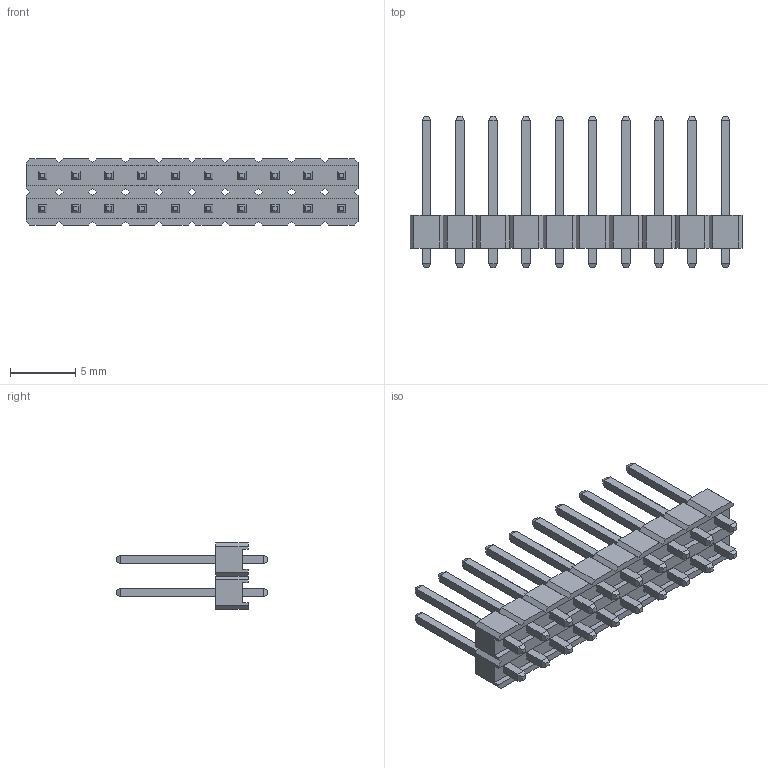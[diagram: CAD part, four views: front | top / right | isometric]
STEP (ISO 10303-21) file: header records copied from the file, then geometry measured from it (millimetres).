
FILE_DESCRIPTION (( 'STEP AP214' ), '1' );
FILE_NAME ('0_10_WA12071726215425.step', '2006-12-07T22:26:20', ( 'sysAdmin' ), ( 'SolidWorks' ), 'SwSTEP 2.0', 'SolidWorks 2007', '' );
FILE_SCHEMA (( 'AUTOMOTIVE_DESIGN' ));
Length unit declared in the file: millimetre
Products named in the file (1): 0_10_WA12071726215425
Bounding box: 25.4 x 11.6 x 5.08 mm (x, y, z)
Volume: 357.6 mm3; surface area: 973.1 mm2
Topology: 1 solids, 1 shells, 474 faces, 1136 edges, 704 vertices
Faces by surface type: plane 474
Entity records: 14553 total; most frequent: CARTESIAN_POINT 2315, ORIENTED_EDGE 2272, DIRECTION 2086, VECTOR 1136, LINE 1136, EDGE_CURVE 1136, VERTEX_POINT 704, EDGE_LOOP 532
